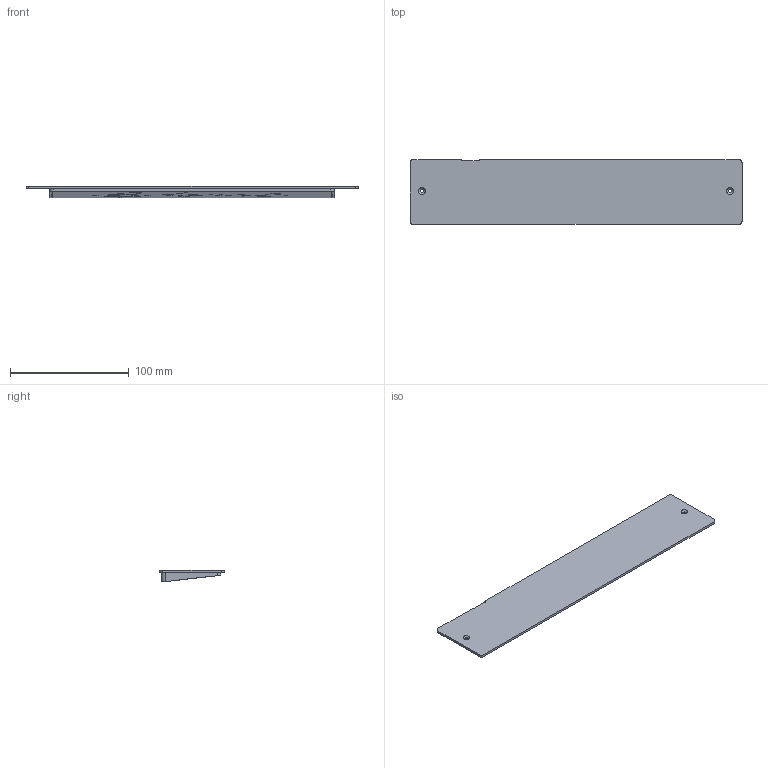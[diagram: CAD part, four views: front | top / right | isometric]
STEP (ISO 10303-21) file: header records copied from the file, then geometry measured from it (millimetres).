
FILE_DESCRIPTION(/* description */ (''),/* implementation_level */ '2;1');
FILE_NAME(/* name */ 'Serendipity Weight (flared).step',/* time_stamp */ '2022-11-11T15:35:02+02:00',/* author */ (''),/* organization */ (''),/* preprocessor_version */ 'ST-DEVELOPER v19.2',/* originating_system */ 'Autodesk Translation Framework v11.17.0.187',/* authorisation */ '');
FILE_SCHEMA (('AUTOMOTIVE_DESIGN { 1 0 10303 214 3 1 1 }'));
Length unit declared in the file: millimetre
Products named in the file (1): Weight
Bounding box: 279.8 x 54.3 x 10.1 mm (x, y, z)
Volume: 92790.9 mm3; surface area: 35742.7 mm2
Topology: 1 solids, 1 shells, 702 faces, 2039 edges, 1354 vertices
Faces by surface type: bspline 464, plane 207, cylinder 21, cone 10
Full cylindrical faces by diameter (mm): 3 x2
Entity records: 25877 total; most frequent: CARTESIAN_POINT 9974, ORIENTED_EDGE 4078, DIRECTION 2051, EDGE_CURVE 2039, VERTEX_POINT 1354, LINE 1057, VECTOR 1057, B_SPLINE_CURVE_WITH_KNOTS 724
